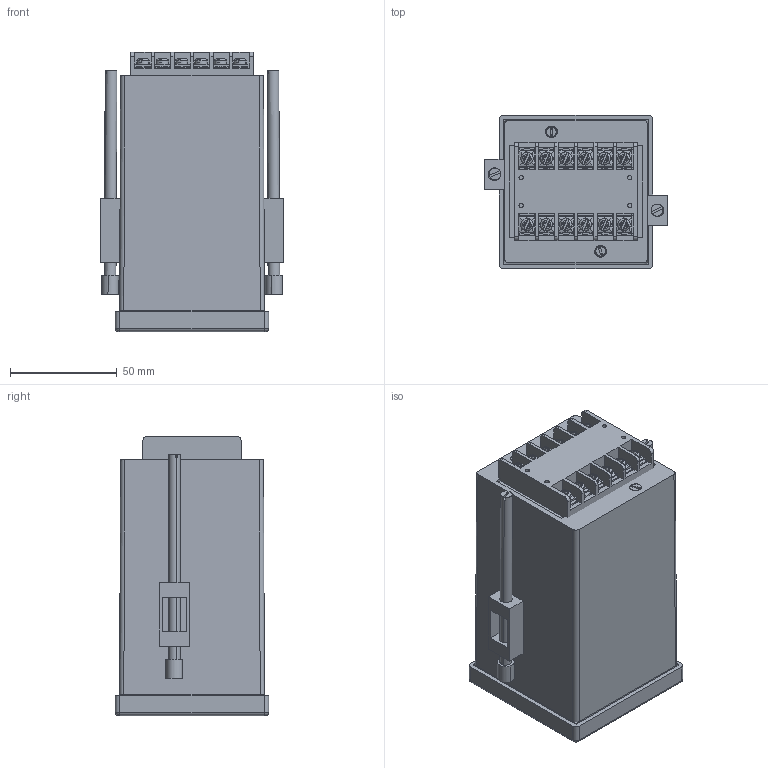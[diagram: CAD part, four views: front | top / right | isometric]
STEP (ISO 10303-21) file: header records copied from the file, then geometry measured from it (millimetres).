
FILE_DESCRIPTION (( 'STEP AP214' ), '1' );
FILE_NAME ('IC-072-05.STEP', '2022-01-17T14:18:27', ( '' ), ( '' ), 'SwSTEP 2.0', 'SolidWorks 2017', '' );
FILE_SCHEMA (( 'AUTOMOTIVE_DESIGN' ));
Length unit declared in the file: millimetre
Products named in the file (97): Washer; IC-072-Case; Clamp-Metal-110; IC-072-05; Screw-Countershank-Small; Angels MAG-110; Screw-Countershank; C-Type Terminal Nut; C-Type Terminal-Sheet metal; Back Plate BP-72-01.with C Type Terminal; Clamp-Plastic-2; Screw; Clamp-110; Screw-smallest; Red Transparent Sheet RTS-72-01; Front Plate FP-72-01; BrassInsert; Back Plate BP-72-01; Metal Plate MPL-072; Clamp-Plastic-1; C Type Terminal TC-C; Screw+Washer
Assembly tree (44 placements, depth 5):
  Washer
  IC-072-Case
  Clamp-Metal-110
  IC-072-05
    IC-072-Case
    Angels MAG-110  x2
    Metal Plate MPL-072
    Back Plate BP-72-01.with C Type Terminal
      Back Plate BP-72-01
      BrassInsert  x2
      C Type Terminal TC-C  x12
        C-Type Terminal-Sheet metal
        Screw+Washer
          Screw
          Washer
        C-Type Terminal Nut
    Screw-Countershank-Small  x8
    Front Plate FP-72-01
    Screw-Countershank  x2
    Clamp-110  x2
      Clamp-Plastic-1
      Clamp-Metal-110
      Clamp-Plastic-2
    Red Transparent Sheet RTS-72-01
    Screw-smallest  x2
  Screw-Countershank-Small
Bounding box: 85.79 x 72 x 131 mm (x, y, z)
Volume: 100083.7 mm3; surface area: 138218.4 mm2
Topology: 75 solids, 75 shells, 2563 faces, 6628 edges, 4174 vertices
Faces by surface type: plane 1574, cylinder 783, cone 90, bspline 44, torus 36, sphere 36
Entity records: 31330 total; most frequent: CARTESIAN_POINT 5924, ORIENTED_EDGE 5012, DIRECTION 4763, EDGE_CURVE 2506, VECTOR 1959, LINE 1959, VERTEX_POINT 1625, AXIS2_PLACEMENT_3D 1402
